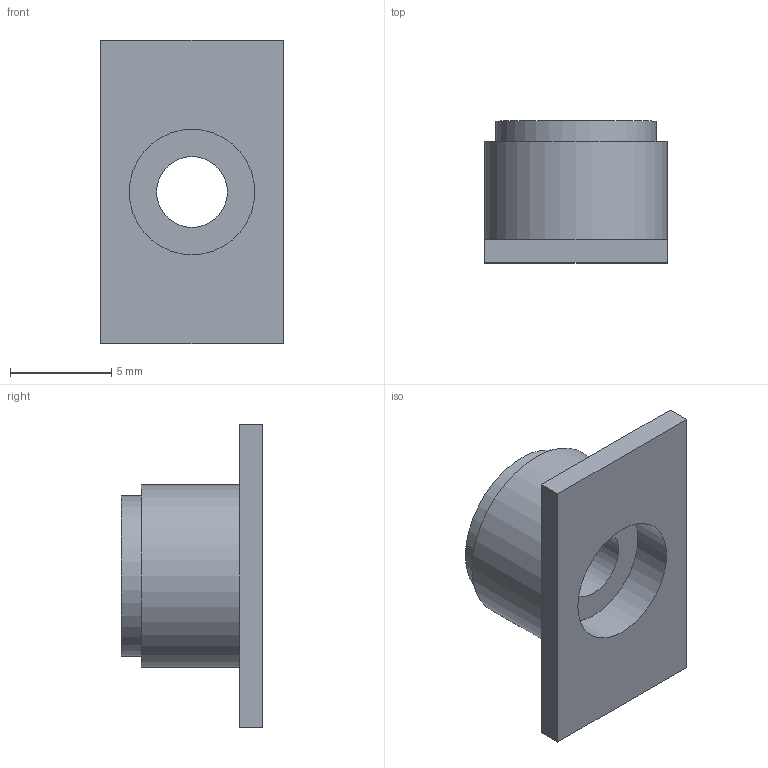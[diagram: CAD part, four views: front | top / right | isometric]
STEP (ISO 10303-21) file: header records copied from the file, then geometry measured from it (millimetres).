
FILE_DESCRIPTION(/* description */ (''),/* implementation_level */ '2;1');
FILE_NAME(/* name */ 'magnusscrewshim v1.step',/* time_stamp */ '2022-11-20T17:23:37-05:00',/* author */ (''),/* organization */ (''),/* preprocessor_version */ 'ST-DEVELOPER v19.2',/* originating_system */ 'Autodesk Translation Framework v11.17.0.187',/* authorisation */ '');
FILE_SCHEMA (('AUTOMOTIVE_DESIGN { 1 0 10303 214 3 1 1 }'));
Length unit declared in the file: millimetre
Products named in the file (1): magnusscrewshim
Bounding box: 9 x 7 x 15 mm (x, y, z)
Volume: 367 mm3; surface area: 578.8 mm2
Topology: 1 solids, 1 shells, 16 faces, 31 edges, 20 vertices
Faces by surface type: plane 11, cylinder 5
Full cylindrical faces by diameter (mm): 3.5 x1, 5.3 x1, 6.2 x1, 7.9 x1, 9 x1
Entity records: 455 total; most frequent: DIRECTION 77, CARTESIAN_POINT 68, ORIENTED_EDGE 62, EDGE_CURVE 31, AXIS2_PLACEMENT_3D 29, EDGE_LOOP 21, VERTEX_POINT 20, LINE 19
